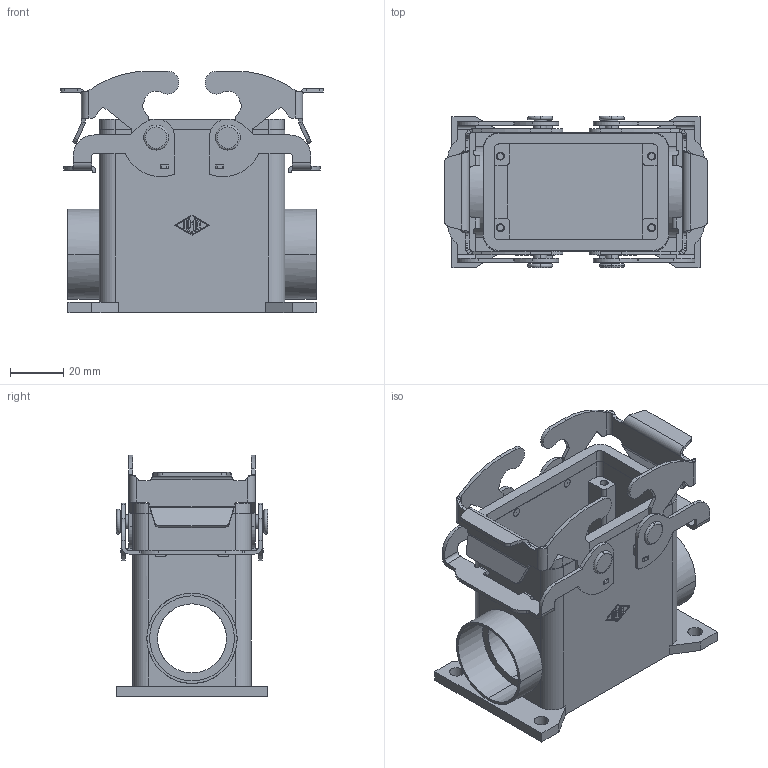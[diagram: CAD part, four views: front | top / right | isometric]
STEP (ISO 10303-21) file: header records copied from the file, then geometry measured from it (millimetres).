
FILE_DESCRIPTION(('Creo Elements/Direct Modeling STEP Export'),'2;1');
FILE_NAME('0ln7uvk49a7kqrh4008','2017-02-20T15:19:23',(''),(''),'PTC Creo Elements/Direct Modeling STEP processor for AP214 (Solid Model)','PTC Creo Elements/Direct Modeling 19.0E 27-Jun-2016 (C) Parametric Technology GmbH','');
FILE_SCHEMA(('AUTOMOTIVE_DESIGN { 1 0 10303 214 1 1 1 1 }'));
Length unit declared in the file: millimetre
Products named in the file (1): M7APE_10.232
Bounding box: 98.97 x 57 x 91 mm (x, y, z)
Volume: 95702.7 mm3; surface area: 59847.9 mm2
Topology: 1 solids, 1 shells, 613 faces, 1683 edges, 1110 vertices
Faces by surface type: plane 295, cylinder 272, bspline 28, torus 10, cone 8
Entity records: 30912 total; most frequent: CARTESIAN_POINT 10340, ORIENTED_EDGE 3350, DIRECTION 3179, EDGE_CURVE 1675, VERTEX_POINT 1110, AXIS2_PLACEMENT_3D 1070, VECTOR 1039, LINE 1039
